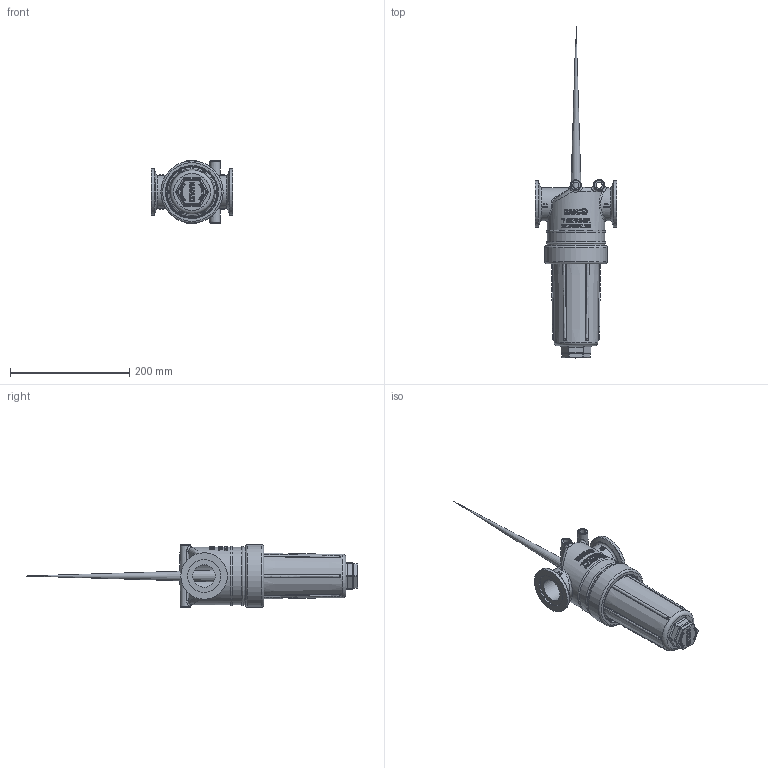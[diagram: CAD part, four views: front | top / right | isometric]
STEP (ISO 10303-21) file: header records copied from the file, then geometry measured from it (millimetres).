
FILE_DESCRIPTION(/* description */ ('2" STND PORT T STRNR-30 MESH'),/* implementation_level */ '2;1');
FILE_NAME(/* name */ 'MLST150-30.stp',/* time_stamp */ '2020-10-29T10:31:12-04:00',/* author */ ('areid'),/* organization */ (''),/* preprocessor_version */ 'ST-DEVELOPER v17.2',/* originating_system */ 'Autodesk Inventor 2019',/* authorisation */ '');
FILE_SCHEMA (('AUTOMOTIVE_DESIGN { 1 0 10303 214 3 1 1 }'));
Products named in the file (8): MLST150-30; MLST150-H; LST150-B; LST150-XB; LSQ200-R; LSQ200-PL; LST150-G; LST1530
Assembly tree (7 placements, depth 3):
  MLST150-30
    MLST150-H
    LST150-B
      LST150-XB
      LSQ200-R
      LSQ200-PL
    LST150-G
    LST1530
Bounding box: 137.41 x 557.01 x 104.65 mm (x, y, z)
Volume: 853919.4 mm3; surface area: 375772.4 mm2
Topology: 6 solids, 6 shells, 2179 faces, 5802 edges, 3802 vertices
Faces by surface type: plane 1183, bspline 643, cylinder 235, torus 49, cone 35, sphere 34
Full cylindrical faces by diameter (mm): 10.319 x2, 19.05 x1, 33.401 x1, 38.1 x2, 45.974 x1, 50.8 x1, 51.054 x1, 55.626 x4, 56.388 x1, 57.404 x1, 57.658 x3, 65.024 x1, 72.898 x1, 77.216 x1, 77.978 x2, 81.026 x1, 83.82 x6, 85.463 x7, 87.255 x4, 96.774 x3, 104.648 x1
Entity records: 124644 total; most frequent: CARTESIAN_POINT 74546, ORIENTED_EDGE 11582, DIRECTION 8176, EDGE_CURVE 5791, VERTEX_POINT 3801, LINE 2932, VECTOR 2932, AXIS2_PLACEMENT_3D 2622
